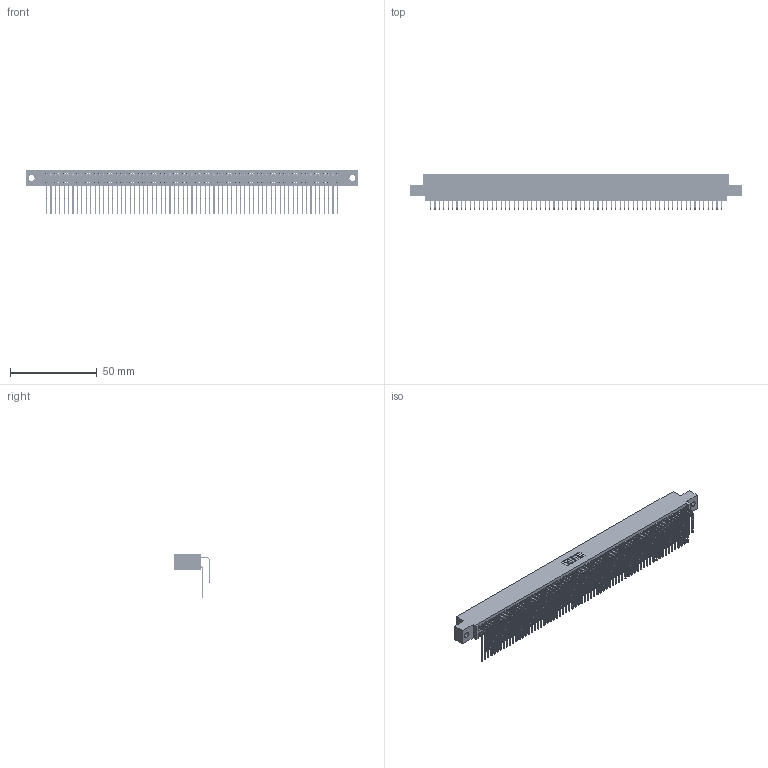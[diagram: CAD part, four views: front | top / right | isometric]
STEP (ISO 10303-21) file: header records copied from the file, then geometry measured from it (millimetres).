
FILE_DESCRIPTION (( 'STEP AP203' ), '1' );
FILE_NAME ('395-134-559-502.STEP', '2019-10-29T14:07:17', ( '' ), ( '' ), 'SwSTEP 2.0', 'SolidWorks 2016', '' );
FILE_SCHEMA (( 'CONFIG_CONTROL_DESIGN' ));
Length unit declared in the file: inch
Products named in the file (4): 345 Part_0.110 Offset - 0.128 Dia; 345-292-001_558 559 Tail - 1; 345-292-001_559 Tail - 2; 395-134-559-502
Assembly tree (135 placements, depth 2):
  395-134-559-502
    345 Part_0.110 Offset - 0.128 Dia
    345-292-001_558 559 Tail - 1  x67
    345-292-001_559 Tail - 2  x67
Bounding box: 191.39 x 20.56 x 25.53 mm (x, y, z)
Volume: 19486.7 mm3; surface area: 32743.9 mm2
Topology: 135 solids, 135 shells, 7098 faces, 21123 edges, 13902 vertices
Faces by surface type: plane 4774, cylinder 2324
Entity records: 50991 total; most frequent: CARTESIAN_POINT 8571, ORIENTED_EDGE 8454, DIRECTION 7499, EDGE_CURVE 4227, LINE 3787, VECTOR 3787, VERTEX_POINT 2814, AXIS2_PLACEMENT_3D 1856
